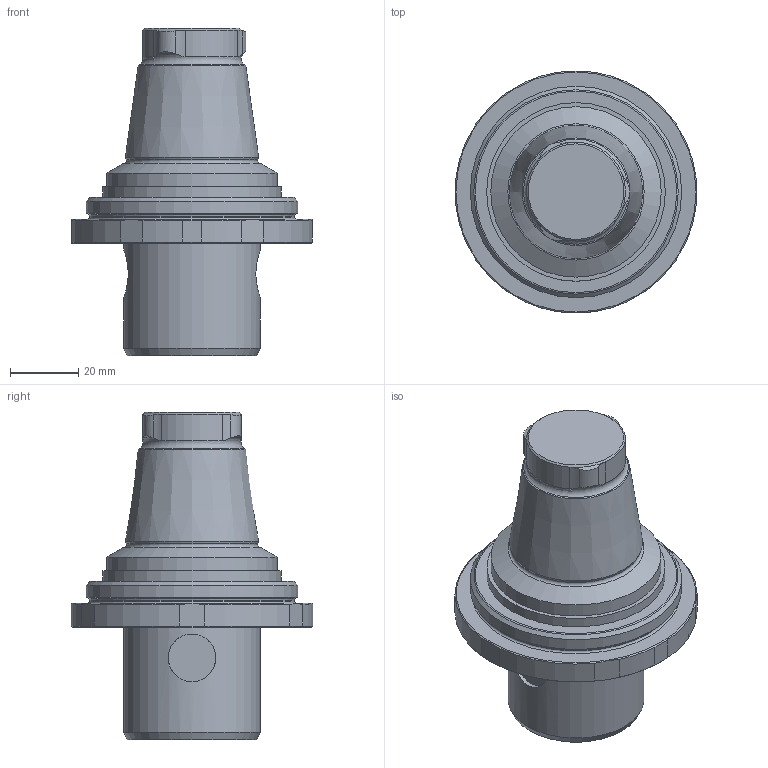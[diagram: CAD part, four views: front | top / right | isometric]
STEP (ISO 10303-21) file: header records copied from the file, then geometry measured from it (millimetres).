
FILE_DESCRIPTION(/* description */ ('Unknown'),/* implementation_level */ '2;1');
FILE_NAME(/* name */ '320140018',/* time_stamp */ '2020-06-18T11:48:14+02:00',/* author */ ('Unknown'),/* organization */ ('Unknown'),/* preprocessor_version */ 'ST-DEVELOPER v16.7',/* originating_system */ 'DEX',/* authorisation */ $);
FILE_SCHEMA (('AUTOMOTIVE_DESIGN {1 0 10303 214 3 1 1}'));
Length unit declared in the file: millimetre
Products named in the file (1): 090315_320140018_vereinfacht_STP_00414814
Bounding box: 70.6 x 70.8 x 96 mm (x, y, z)
Volume: 130312.4 mm3; surface area: 22599.5 mm2
Topology: 1 solids, 1 shells, 66 faces, 154 edges, 97 vertices
Faces by surface type: cylinder 28, plane 17, cone 16, torus 5
Full cylindrical faces by diameter (mm): 14 x2, 18 x1, 40 x1, 50 x1, 52.4 x1, 60.1 x1, 62 x1
Entity records: 1825 total; most frequent: CARTESIAN_POINT 454, DIRECTION 272, ORIENTED_EDGE 250, EDGE_CURVE 125, AXIS2_PLACEMENT_3D 122, EDGE_LOOP 96, FACE_BOUND 96, VERTEX_POINT 91
